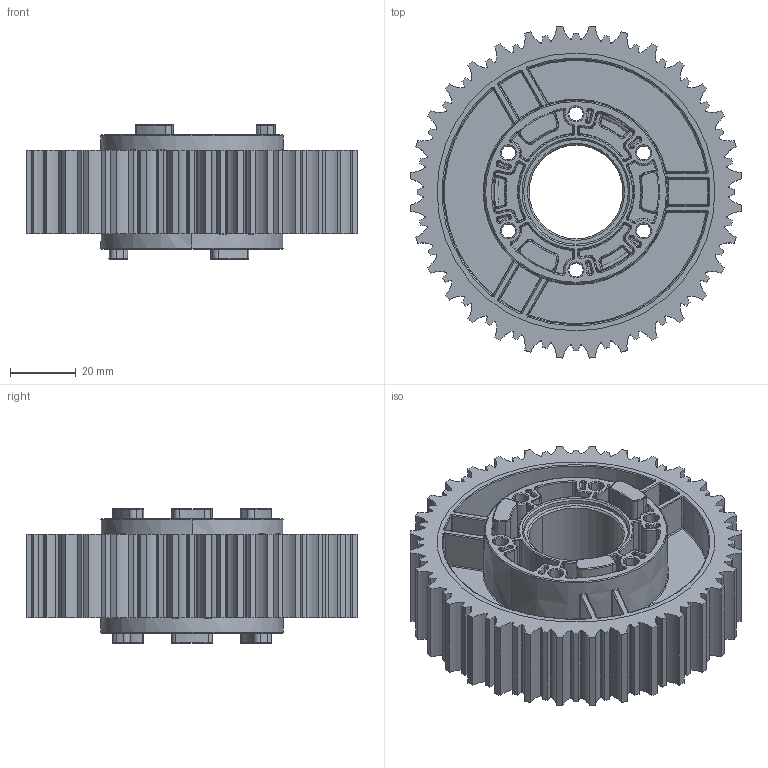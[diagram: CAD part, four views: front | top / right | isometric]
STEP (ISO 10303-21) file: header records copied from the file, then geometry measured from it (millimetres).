
FILE_DESCRIPTION (( 'STEP AP203' ), '1' );
FILE_NAME ('217-2903.20121203.STEP', '2012-12-03T21:03:12', ( 'svradm' ), ( 'Microsoft' ), 'SwSTEP 2.0', 'SolidWorks 2012', '' );
FILE_SCHEMA (( 'CONFIG_CONTROL_DESIGN' ));
Length unit declared in the file: millimetre
Products named in the file (1): 217-2903.20121203
Bounding box: 101.28 x 101.28 x 41.15 mm (x, y, z)
Volume: 95174.2 mm3; surface area: 94586.6 mm2
Topology: 2 solids, 2 shells, 2562 faces, 6205 edges, 3678 vertices
Faces by surface type: cylinder 911, torus 892, bspline 312, plane 186, cone 162, sphere 99
Entity records: 81966 total; most frequent: CARTESIAN_POINT 21597, DIRECTION 14109, ORIENTED_EDGE 12350, AXIS2_PLACEMENT_3D 6425, EDGE_CURVE 6175, CIRCLE 4174, VERTEX_POINT 3673, EDGE_LOOP 2658
